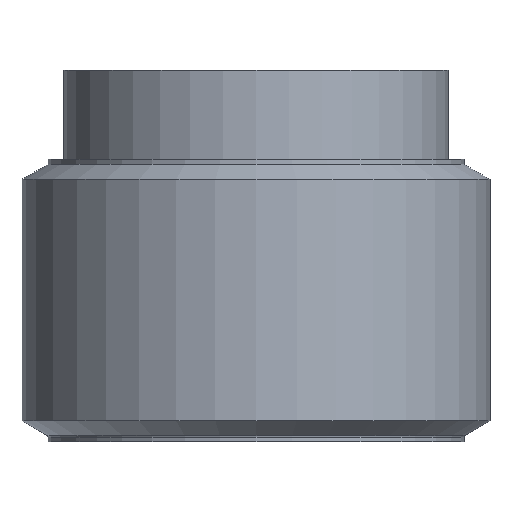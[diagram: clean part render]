
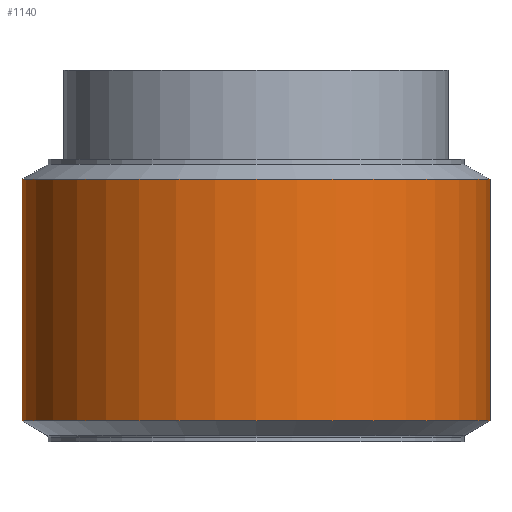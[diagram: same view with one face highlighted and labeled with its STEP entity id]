
A CAD part, left-side view. The second image highlights one B-rep face of the part: STEP entity #1140.
In plain terms, the highlighted cylindrical face has radius 31.5 mm (diameter 63 mm), a partial arc.
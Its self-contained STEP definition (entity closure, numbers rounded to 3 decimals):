
#850=CARTESIAN_POINT('',(0.,0.,14.7));
#851=DIRECTION('',(0.,0.,-1.));
#852=DIRECTION('',(0.,1.,0.));
#853=AXIS2_PLACEMENT_3D('',#850,#851,#852);
#858=DIRECTION('',(0.,0.,1.));
#859=VECTOR('',#858,32.49);
#860=CARTESIAN_POINT('',(0.,31.5,14.7));
#861=LINE('',#860,#859);
#865=DIRECTION('',(0.,0.,1.));
#866=VECTOR('',#865,32.49);
#867=CARTESIAN_POINT('',(0.,-31.5,14.7));
#868=LINE('',#867,#866);
#902=CARTESIAN_POINT('',(0.,0.,47.19));
#903=DIRECTION('',(0.,0.,-1.));
#904=DIRECTION('',(0.,1.,0.));
#905=AXIS2_PLACEMENT_3D('',#902,#903,#904);
#992=CARTESIAN_POINT('',(0.,31.5,14.7));
#993=CARTESIAN_POINT('',(0.,31.5,47.19));
#994=VERTEX_POINT('',#992);
#995=VERTEX_POINT('',#993);
#1000=CARTESIAN_POINT('',(0.,-31.5,14.7));
#1001=CARTESIAN_POINT('',(0.,-31.5,47.19));
#1002=VERTEX_POINT('',#1000);
#1003=VERTEX_POINT('',#1001);
#1126=CARTESIAN_POINT('',(0.,0.,52.5));
#1127=DIRECTION('',(0.,0.,-1.));
#1128=DIRECTION('',(0.,-1.,0.));
#1129=AXIS2_PLACEMENT_3D('',#1126,#1127,#1128);
#1130=CYLINDRICAL_SURFACE('',#1129,31.5);
#1132=ORIENTED_EDGE('',*,*,#1131,.F.);
#1133=ORIENTED_EDGE('',*,*,#1121,.T.);
#1135=ORIENTED_EDGE('',*,*,#1134,.T.);
#1137=ORIENTED_EDGE('',*,*,#1136,.F.);
#1138=EDGE_LOOP('',(#1132,#1133,#1135,#1137));
#1139=FACE_OUTER_BOUND('',#1138,.F.);
#1140=ADVANCED_FACE('',(#1139),#1130,.T.);
#854=CIRCLE('',#853,31.5);
#906=CIRCLE('',#905,31.5);
#1121=EDGE_CURVE('',#994,#1002,#854,.T.);
#1131=EDGE_CURVE('',#994,#995,#861,.T.);
#1134=EDGE_CURVE('',#1002,#1003,#868,.T.);
#1136=EDGE_CURVE('',#995,#1003,#906,.T.);
